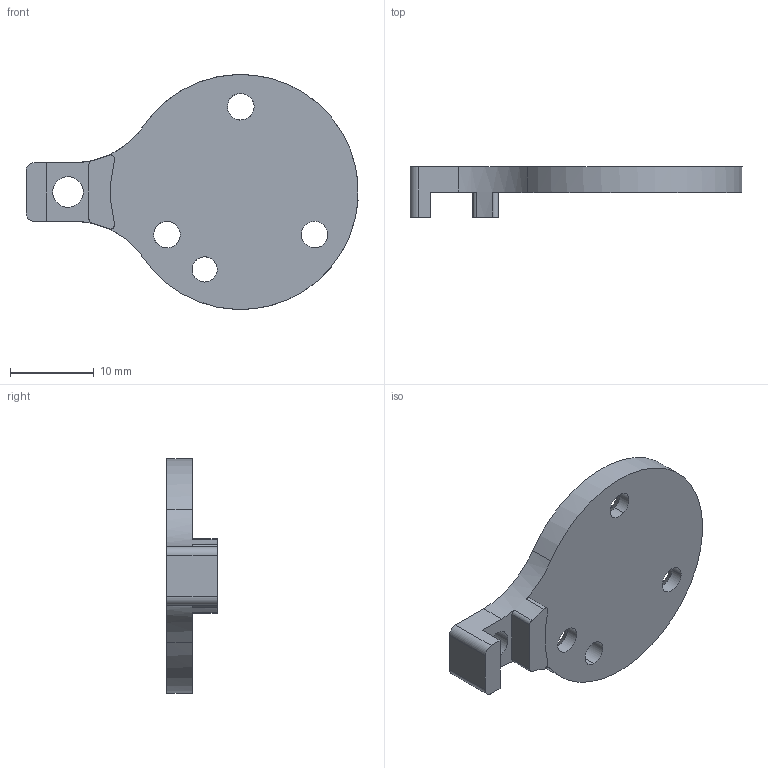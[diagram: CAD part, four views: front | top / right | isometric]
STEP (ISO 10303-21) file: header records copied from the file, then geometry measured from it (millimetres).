
FILE_DESCRIPTION(/* description */ (''),/* implementation_level */ '2;1');
FILE_NAME(/* name */ 'faceplate_adapter',/* time_stamp */ '2016-10-24T11:49:49-04:00',/* author */ (''),/* organization */ (''),/* preprocessor_version */ 'ST-DEVELOPER v15',/* originating_system */ '',/* authorisation */ '');
FILE_SCHEMA (('AUTOMOTIVE_DESIGN'));
Length unit declared in the file: millimetre
Products named in the file (1): Document
Bounding box: 39.55 x 6 x 27.98 mm (x, y, z)
Volume: 2102.6 mm3; surface area: 1921.2 mm2
Topology: 1 solids, 1 shells, 36 faces, 103 edges, 69 vertices
Faces by surface type: bspline 29, plane 7
Entity records: 1388 total; most frequent: CARTESIAN_POINT 801, ORIENTED_EDGE 206, EDGE_CURVE 103, VERTEX_POINT 69, EDGE_LOOP 46, ADVANCED_FACE 36, FACE_OUTER_BOUND 36, B_SPLINE_CURVE_WITH_KNOTS 26
